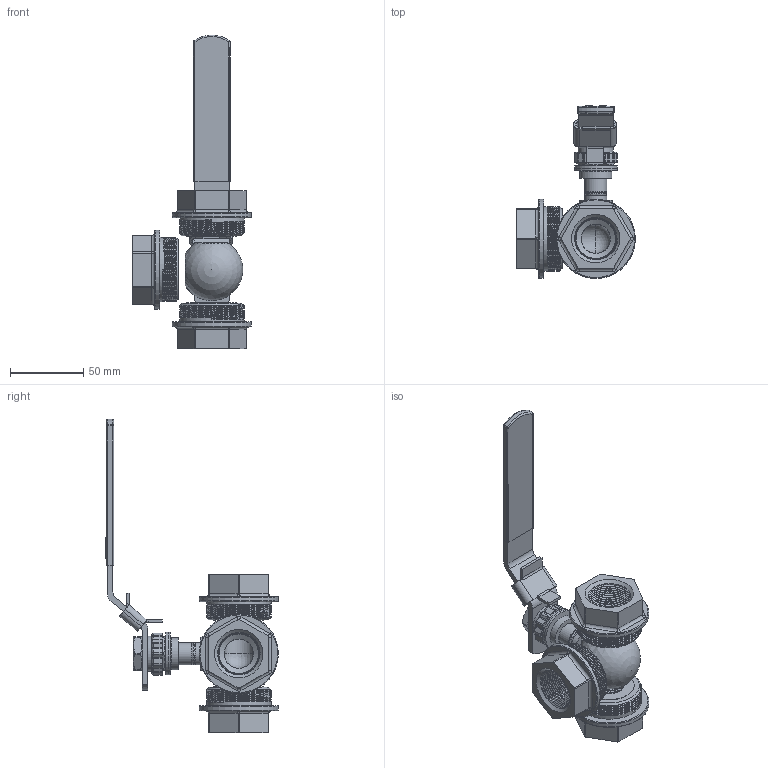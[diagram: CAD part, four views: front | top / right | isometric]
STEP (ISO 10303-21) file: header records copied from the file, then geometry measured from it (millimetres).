
FILE_DESCRIPTION(/* description */ ('Unknown'),/* implementation_level */ '2;1');
FILE_NAME(/* name */ '9334_9335-06',/* time_stamp */ '2020-10-20T09:03:32+02:00',/* author */ ('Unknown'),/* organization */ ('Unknown'),/* preprocessor_version */ 'ST-DEVELOPER v16.7',/* originating_system */ 'Solid Edge',/* authorisation */ 'Unknown');
FILE_SCHEMA (('AUTOMOTIVE_DESIGN {1 0 10303 214 3 1 1}'));
Length unit declared in the file: millimetre
Products named in the file (18): 8.303_308.025; BOBY; ASM0002_ASM; PRT0011; PRT0010; PRT0009; PRT0005; PRT0024; PRT0023; PRT0021; PRT0020; PRT0019; PRT0018; PRT0017; PRT0016; PRT0003; LAI; PRT0022
Assembly tree (22 placements, depth 3):
  8.303_308.025
    BOBY
    ASM0002_ASM
      PRT0011
      PRT0010  x2
      PRT0009  x2
      PRT0005
    PRT0024
    PRT0023
    PRT0021
    PRT0020
    PRT0019
    PRT0018
    PRT0017  x2
    PRT0016
    PRT0003
    LAI  x3
    PRT0022
Bounding box: 81 x 117.82 x 214 mm (x, y, z)
Volume: 155542 mm3; surface area: 83459.5 mm2
Topology: 20 solids, 20 shells, 953 faces, 2621 edges, 1721 vertices
Faces by surface type: plane 356, cylinder 277, bspline 170, cone 71, torus 66, sphere 13
Full cylindrical faces by diameter (mm): 2 x1, 3 x2, 12.5 x1, 15 x2, 15.6 x3, 20 x5, 22 x1, 22.3 x1, 24 x1, 29 x2, 34 x3, 44 x18, 54 x3
Entity records: 38509 total; most frequent: CARTESIAN_POINT 20049, ORIENTED_EDGE 4108, DIRECTION 3134, EDGE_CURVE 2054, VERTEX_POINT 1367, AXIS2_PLACEMENT_3D 1073, LINE 988, VECTOR 988
